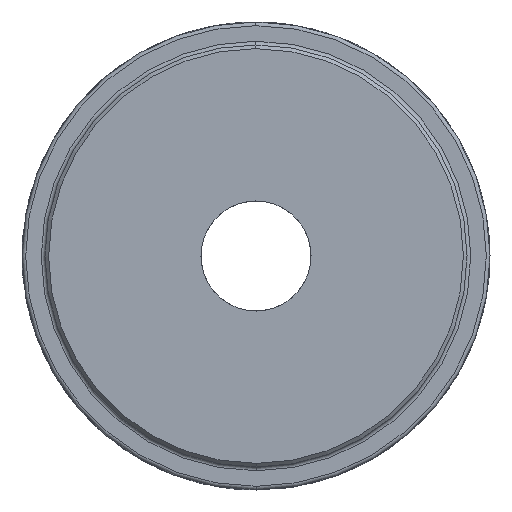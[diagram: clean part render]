
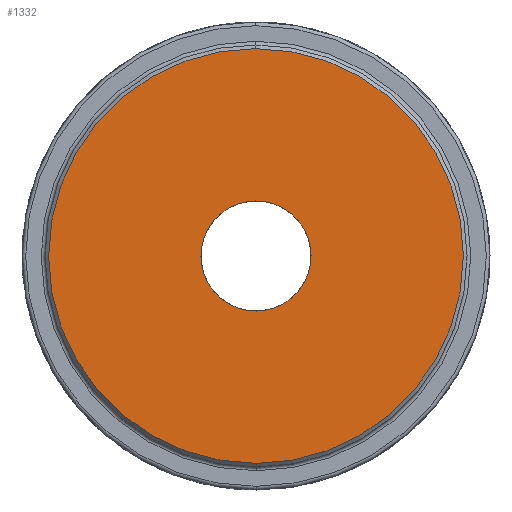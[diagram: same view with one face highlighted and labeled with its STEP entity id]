
A CAD part, left-side view. The second image highlights one B-rep face of the part: STEP entity #1332.
In plain terms, the highlighted face is planar.
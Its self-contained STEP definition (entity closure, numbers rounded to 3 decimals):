
#518=CARTESIAN_POINT('',(0.,0.,0.));
#519=DIRECTION('',(0.,0.,1.));
#520=DIRECTION('',(-1.,0.,0.));
#521=AXIS2_PLACEMENT_3D('',#518,#519,#520);
#527=CARTESIAN_POINT('',(0.,0.,0.));
#528=DIRECTION('',(0.,0.,1.));
#529=DIRECTION('',(1.,0.,0.));
#530=AXIS2_PLACEMENT_3D('',#527,#528,#529);
#541=CARTESIAN_POINT('',(0.,0.,0.));
#542=DIRECTION('',(0.,0.,1.));
#543=DIRECTION('',(-1.,0.,0.));
#544=AXIS2_PLACEMENT_3D('',#541,#542,#543);
#546=CARTESIAN_POINT('',(0.,0.,0.));
#547=DIRECTION('',(0.,0.,1.));
#548=DIRECTION('',(1.,0.,0.));
#549=AXIS2_PLACEMENT_3D('',#546,#547,#548);
#605=CARTESIAN_POINT('',(113.,0.,0.));
#606=CARTESIAN_POINT('',(-113.,0.,0.));
#607=VERTEX_POINT('',#605);
#608=VERTEX_POINT('',#606);
#635=CARTESIAN_POINT('',(30.,0.,0.));
#636=CARTESIAN_POINT('',(-30.,0.,0.));
#637=VERTEX_POINT('',#635);
#638=VERTEX_POINT('',#636);
#1317=CARTESIAN_POINT('',(0.,0.,0.));
#1318=DIRECTION('',(0.,0.,1.));
#1319=DIRECTION('',(1.,0.,0.));
#1320=AXIS2_PLACEMENT_3D('',#1317,#1318,#1319);
#1321=PLANE('',#1320);
#1323=ORIENTED_EDGE('',*,*,#1322,.T.);
#1325=ORIENTED_EDGE('',*,*,#1324,.T.);
#1326=EDGE_LOOP('',(#1323,#1325));
#1327=FACE_OUTER_BOUND('',#1326,.F.);
#1328=ORIENTED_EDGE('',*,*,#1310,.F.);
#1329=ORIENTED_EDGE('',*,*,#1297,.F.);
#1330=EDGE_LOOP('',(#1328,#1329));
#1331=FACE_BOUND('',#1330,.F.);
#1332=ADVANCED_FACE('',(#1327,#1331),#1321,.F.);
#522=CIRCLE('',#521,30.);
#531=CIRCLE('',#530,30.);
#545=CIRCLE('',#544,113.);
#550=CIRCLE('',#549,113.);
#1297=EDGE_CURVE('',#638,#637,#522,.T.);
#1310=EDGE_CURVE('',#637,#638,#531,.T.);
#1322=EDGE_CURVE('',#608,#607,#545,.T.);
#1324=EDGE_CURVE('',#607,#608,#550,.T.);
